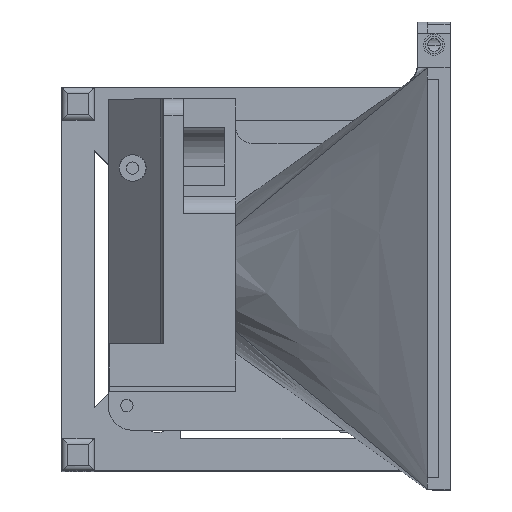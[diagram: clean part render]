
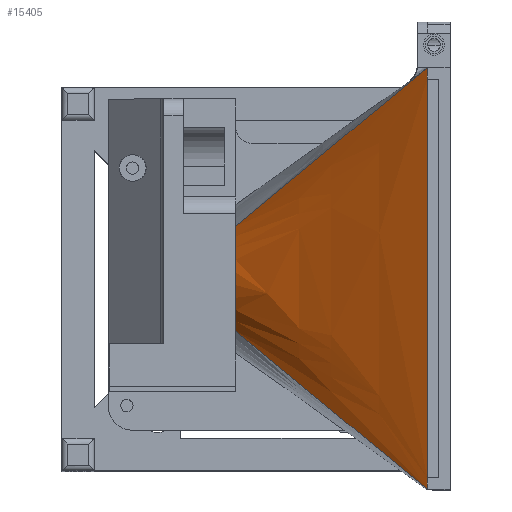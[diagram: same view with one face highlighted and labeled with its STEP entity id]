
A CAD part, top view. The second image highlights one B-rep face of the part: STEP entity #15405.
In plain terms, the highlighted free-form (B-spline) face has degree [3, 1] with [18, 2] control points.
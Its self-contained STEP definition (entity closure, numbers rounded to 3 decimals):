
#123 = CARTESIAN_POINT ( 'NONE',  ( -16.609, 9.945, 0. ) ) ;
#291 = CARTESIAN_POINT ( 'NONE',  ( -55., 22.917, 50. ) ) ;
#425 = LINE ( 'NONE', #18509, #6515 ) ;
#445 = CARTESIAN_POINT ( 'NONE',  ( -14.467, 12.857, 0. ) ) ;
#778 = CARTESIAN_POINT ( 'NONE',  ( -18.239, -6.5, 0. ) ) ;
#937 = CARTESIAN_POINT ( 'NONE',  ( -55., 4.583, 50. ) ) ;
#1105 = CARTESIAN_POINT ( 'NONE',  ( -55., 9.167, 50. ) ) ;
#1437 = CARTESIAN_POINT ( 'NONE',  ( -15.23, -11.95, 0. ) ) ;
#1917 = ORIENTED_EDGE ( 'NONE', *, *, #19762, .T. ) ;
#2151 = EDGE_CURVE ( 'NONE', #26123, #27717, #27534, .T. ) ;
#3415 = CARTESIAN_POINT ( 'NONE',  ( -34.331, 34.331, 25. ) ) ;
#3593 = VERTEX_POINT ( 'NONE', #18932 ) ;
#3747 = EDGE_LOOP ( 'NONE', ( #12324, #23699, #1917, #15784, #18805, #17325 ) ) ;
#4477 = EDGE_CURVE ( 'NONE', #27717, #26976, #425, .T. ) ;
#4601 = VECTOR ( 'NONE', #15183, 1000. ) ;
#5494 = DIRECTION ( 'NONE',  ( 0., 1., 0. ) ) ;
#5574 = DIRECTION ( 'NONE',  ( 0., -1., 0. ) ) ;
#5745 = CARTESIAN_POINT ( 'NONE',  ( -19.321, -1.334, 0. ) ) ;
#6061 = VERTEX_POINT ( 'NONE', #11877 ) ;
#6084 = CARTESIAN_POINT ( 'NONE',  ( -18.64, -5.251, 0. ) ) ;
#6515 = VECTOR ( 'NONE', #23653, 1000. ) ;
#7747 = CARTESIAN_POINT ( 'NONE',  ( -18.239, 6.5, 0. ) ) ;
#8146 = CARTESIAN_POINT ( 'NONE',  ( 0., 0., 0. ) ) ;
#8406 = CARTESIAN_POINT ( 'NONE',  ( -55., -45.833, 50. ) ) ;
#10240 = FACE_OUTER_BOUND ( 'NONE', #3747, .T. ) ;
#10788 = DIRECTION ( 'NONE',  ( 0., 0., 1. ) ) ;
#10890 = CARTESIAN_POINT ( 'NONE',  ( -19.181, 2.667, 0. ) ) ;
#11043 = LINE ( 'NONE', #11213, #11661 ) ;
#11055 = CARTESIAN_POINT ( 'NONE',  ( -55., 18.333, 50. ) ) ;
#11213 = CARTESIAN_POINT ( 'NONE',  ( -55., 52., 50. ) ) ;
#11228 = CARTESIAN_POINT ( 'NONE',  ( -14.467, -12.857, 0. ) ) ;
#11397 = CARTESIAN_POINT ( 'NONE',  ( -16.609, -9.945, 0. ) ) ;
#11661 = VECTOR ( 'NONE', #5574, 1000. ) ;
#11877 = CARTESIAN_POINT ( 'NONE',  ( -55., -52., 50. ) ) ;
#11893 = CARTESIAN_POINT ( 'NONE',  ( -13.662, 13.662, 0. ) ) ;
#12324 = ORIENTED_EDGE ( 'NONE', *, *, #2151, .T. ) ;
#12553 = EDGE_CURVE ( 'NONE', #24521, #26123, #13198, .T. ) ;
#12724 = CARTESIAN_POINT ( 'NONE',  ( -55., 36.667, 50. ) ) ;
#13198 = LINE ( 'NONE', #3415, #22574 ) ;
#13745 = VECTOR ( 'NONE', #5494, 1000. ) ;
#13885 = CARTESIAN_POINT ( 'NONE',  ( -19.321, 1.334, 0. ) ) ;
#14059 = CARTESIAN_POINT ( 'NONE',  ( -19.181, -2.667, 0. ) ) ;
#14255 = CARTESIAN_POINT ( 'NONE',  ( -55., 55., 50. ) ) ;
#14692 = CARTESIAN_POINT ( 'NONE',  ( -55., -55., 50. ) ) ;
#14829 = AXIS2_PLACEMENT_3D ( 'NONE', #8146, #10788, #22915 ) ;
#14996 = B_SPLINE_SURFACE_WITH_KNOTS ( 'NONE', 3, 1, ( 
 ( #22681, #30306 ),
 ( #445, #20372 ),
 ( #23014, #25324 ),
 ( #123, #12724 ),
 ( #28307, #30472 ),
 ( #7747, #291 ),
 ( #26469, #11055 ),
 ( #10890, #1105 ),
 ( #13885, #937 ),
 ( #5745, #31122 ),
 ( #14059, #24011 ),
 ( #6084, #24173 ),
 ( #778, #18529 ),
 ( #21178, #23515 ),
 ( #11397, #18703 ),
 ( #1437, #8406 ),
 ( #11228, #18366 ),
 ( #21356, #21016 ) ),
 .UNSPECIFIED., .F., .F., .F.,
 ( 4, 2, 2, 2, 2, 2, 2, 2, 4 ),
 ( 2, 2 ),
 ( 0., 0.125, 0.25, 0.375, 0.5, 0.625, 0.75, 0.875, 1. ),
 ( 0., 1. ),
 .UNSPECIFIED. ) ;
#15183 = DIRECTION ( 'NONE',  ( 0., 1., 0. ) ) ;
#15405 = ADVANCED_FACE ( 'NONE', ( #10240 ), #14996, .T. ) ;
#15447 = CARTESIAN_POINT ( 'NONE',  ( -55., -55., 50. ) ) ;
#15784 = ORIENTED_EDGE ( 'NONE', *, *, #23041, .F. ) ;
#17278 = CARTESIAN_POINT ( 'NONE',  ( -55., -55., 50. ) ) ;
#17325 = ORIENTED_EDGE ( 'NONE', *, *, #12553, .T. ) ;
#17938 = LINE ( 'NONE', #15447, #13745 ) ;
#18366 = CARTESIAN_POINT ( 'NONE',  ( -55., -50.417, 50. ) ) ;
#18509 = CARTESIAN_POINT ( 'NONE',  ( -34.331, -34.331, 25. ) ) ;
#18529 = CARTESIAN_POINT ( 'NONE',  ( -55., -22.917, 50. ) ) ;
#18703 = CARTESIAN_POINT ( 'NONE',  ( -55., -36.667, 50. ) ) ;
#18805 = ORIENTED_EDGE ( 'NONE', *, *, #22235, .T. ) ;
#18932 = CARTESIAN_POINT ( 'NONE',  ( -55., 52., 50. ) ) ;
#19122 = CARTESIAN_POINT ( 'NONE',  ( -13.662, -13.662, 0. ) ) ;
#19762 = EDGE_CURVE ( 'NONE', #26976, #6061, #20163, .T. ) ;
#20163 = LINE ( 'NONE', #14692, #4601 ) ;
#20372 = CARTESIAN_POINT ( 'NONE',  ( -55., 50.417, 50. ) ) ;
#20845 = DIRECTION ( 'NONE',  ( 0.537, -0.537, -0.65 ) ) ;
#21016 = CARTESIAN_POINT ( 'NONE',  ( -55., -55., 50. ) ) ;
#21178 = CARTESIAN_POINT ( 'NONE',  ( -17.223, -8.847, 0. ) ) ;
#21356 = CARTESIAN_POINT ( 'NONE',  ( -13.662, -13.662, 0. ) ) ;
#22235 = EDGE_CURVE ( 'NONE', #3593, #24521, #17938, .T. ) ;
#22574 = VECTOR ( 'NONE', #20845, 1000. ) ;
#22681 = CARTESIAN_POINT ( 'NONE',  ( -13.662, 13.662, 0. ) ) ;
#22915 = DIRECTION ( 'NONE',  ( 1., 0., 0. ) ) ;
#23014 = CARTESIAN_POINT ( 'NONE',  ( -15.23, 11.95, 0. ) ) ;
#23041 = EDGE_CURVE ( 'NONE', #3593, #6061, #11043, .T. ) ;
#23515 = CARTESIAN_POINT ( 'NONE',  ( -55., -32.083, 50. ) ) ;
#23653 = DIRECTION ( 'NONE',  ( -0.537, -0.537, 0.65 ) ) ;
#23699 = ORIENTED_EDGE ( 'NONE', *, *, #4477, .T. ) ;
#24011 = CARTESIAN_POINT ( 'NONE',  ( -55., -9.167, 50. ) ) ;
#24173 = CARTESIAN_POINT ( 'NONE',  ( -55., -18.333, 50. ) ) ;
#24521 = VERTEX_POINT ( 'NONE', #14255 ) ;
#25324 = CARTESIAN_POINT ( 'NONE',  ( -55., 45.833, 50. ) ) ;
#26123 = VERTEX_POINT ( 'NONE', #11893 ) ;
#26469 = CARTESIAN_POINT ( 'NONE',  ( -18.64, 5.251, 0. ) ) ;
#26976 = VERTEX_POINT ( 'NONE', #17278 ) ;
#27534 = CIRCLE ( 'NONE', #14829, 19.321 ) ;
#27717 = VERTEX_POINT ( 'NONE', #19122 ) ;
#28307 = CARTESIAN_POINT ( 'NONE',  ( -17.223, 8.847, 0. ) ) ;
#30306 = CARTESIAN_POINT ( 'NONE',  ( -55., 55., 50. ) ) ;
#30472 = CARTESIAN_POINT ( 'NONE',  ( -55., 32.083, 50. ) ) ;
#31122 = CARTESIAN_POINT ( 'NONE',  ( -55., -4.583, 50. ) ) ;
